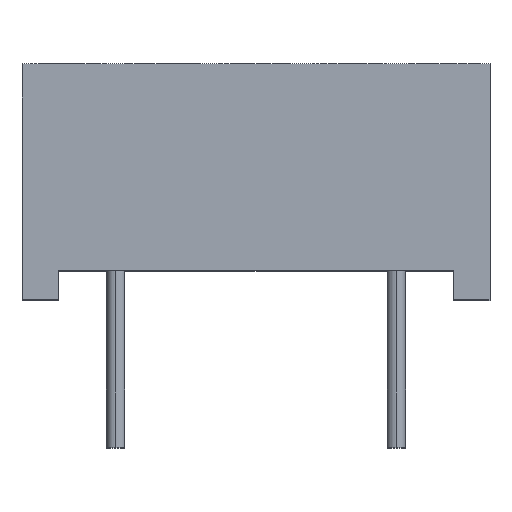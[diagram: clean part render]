
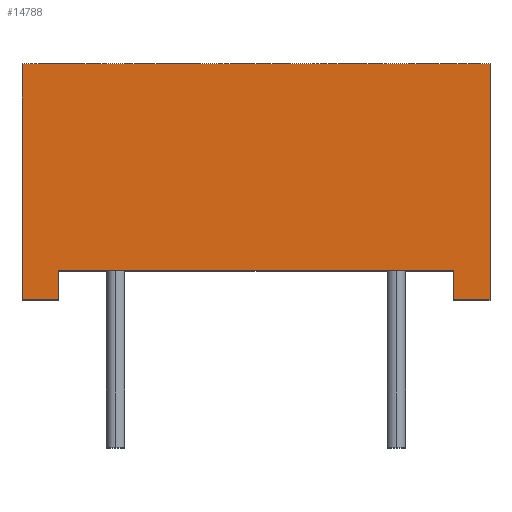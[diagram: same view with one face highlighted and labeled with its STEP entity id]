
A CAD part, top view. The second image highlights one B-rep face of the part: STEP entity #14788.
In plain terms, the highlighted planar face has unit normal (0, 0, 1).
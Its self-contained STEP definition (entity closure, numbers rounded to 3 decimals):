
#1242 = FACE_OUTER_BOUND ( 'NONE', #3674, .T. ) ;
#1283 = AXIS2_PLACEMENT_3D ( 'NONE', #1389, #1390, #1391 ) ;
#1388 = PLANE ( 'NONE',  #1283 ) ;
#1389 = CARTESIAN_POINT ( 'NONE',  ( 6.35, 0., 8.89 ) ) ;
#1390 = DIRECTION ( 'NONE',  ( 0., 0., -1. ) ) ;
#1391 = DIRECTION ( 'NONE',  ( -1., 0., 0. ) ) ;
#3674 = EDGE_LOOP ( 'NONE', ( #4400, #4399, #4401, #4134, #4136, #4131, #4133, #4129 ) ) ;
#4129 = ORIENTED_EDGE ( 'NONE', *, *, #4340, .T. ) ;
#4131 = ORIENTED_EDGE ( 'NONE', *, *, #4342, .F. ) ;
#4133 = ORIENTED_EDGE ( 'NONE', *, *, #7222, .T. ) ;
#4134 = ORIENTED_EDGE ( 'NONE', *, *, #7165, .F. ) ;
#4136 = ORIENTED_EDGE ( 'NONE', *, *, #4345, .F. ) ;
#4340 = EDGE_CURVE ( 'NONE', #8475, #8473, #4713, .T. ) ;
#4342 = EDGE_CURVE ( 'NONE', #8476, #8485, #4716, .T. ) ;
#4345 = EDGE_CURVE ( 'NONE', #8485, #8459, #4712, .T. ) ;
#4347 = EDGE_CURVE ( 'NONE', #12150, #8465, #4722, .T. ) ;
#4399 = ORIENTED_EDGE ( 'NONE', *, *, #4347, .F. ) ;
#4400 = ORIENTED_EDGE ( 'NONE', *, *, #7180, .F. ) ;
#4401 = ORIENTED_EDGE ( 'NONE', *, *, #13708, .F. ) ;
#4712 = LINE ( 'NONE', #4719, #13091 ) ;
#4713 = LINE ( 'NONE', #4714, #13088 ) ;
#4714 = CARTESIAN_POINT ( 'NONE',  ( -6.35, 0., 8.89 ) ) ;
#4715 = DIRECTION ( 'NONE',  ( 0., -1., 0. ) ) ;
#4716 = LINE ( 'NONE', #4717, #13089 ) ;
#4717 = CARTESIAN_POINT ( 'NONE',  ( 6.35, 0., 8.89 ) ) ;
#4718 = DIRECTION ( 'NONE',  ( 0., -1., 0. ) ) ;
#4719 = CARTESIAN_POINT ( 'NONE',  ( 6.35, -3.2, 8.89 ) ) ;
#4720 = DIRECTION ( 'NONE',  ( -1., 0., 0. ) ) ;
#4722 = LINE ( 'NONE', #4723, #13092 ) ;
#4723 = CARTESIAN_POINT ( 'NONE',  ( -5.35, 0., 8.89 ) ) ;
#4724 = DIRECTION ( 'NONE',  ( 0., -1., 0. ) ) ;
#7165 = EDGE_CURVE ( 'NONE', #8459, #12146, #10166, .T. ) ;
#7180 = EDGE_CURVE ( 'NONE', #8465, #8473, #10211, .T. ) ;
#7222 = EDGE_CURVE ( 'NONE', #8476, #8475, #10337, .T. ) ;
#8459 = VERTEX_POINT ( 'NONE', #10807 ) ;
#8465 = VERTEX_POINT ( 'NONE', #10813 ) ;
#8473 = VERTEX_POINT ( 'NONE', #10821 ) ;
#8475 = VERTEX_POINT ( 'NONE', #10823 ) ;
#8476 = VERTEX_POINT ( 'NONE', #10824 ) ;
#8485 = VERTEX_POINT ( 'NONE', #10833 ) ;
#9622 = VECTOR ( 'NONE', #10168, 1000. ) ;
#9637 = VECTOR ( 'NONE', #10213, 1000. ) ;
#9680 = VECTOR ( 'NONE', #10339, 1000. ) ;
#10166 = LINE ( 'NONE', #10167, #9622 ) ;
#10167 = CARTESIAN_POINT ( 'NONE',  ( 5.35, 0., 8.89 ) ) ;
#10168 = DIRECTION ( 'NONE',  ( 0., 1., 0. ) ) ;
#10211 = LINE ( 'NONE', #10212, #9637 ) ;
#10212 = CARTESIAN_POINT ( 'NONE',  ( 6.35, -3.2, 8.89 ) ) ;
#10213 = DIRECTION ( 'NONE',  ( -1., 0., 0. ) ) ;
#10337 = LINE ( 'NONE', #10338, #9680 ) ;
#10338 = CARTESIAN_POINT ( 'NONE',  ( 6.35, 3.2, 8.89 ) ) ;
#10339 = DIRECTION ( 'NONE',  ( -1., 0., 0. ) ) ;
#10807 = CARTESIAN_POINT ( 'NONE',  ( 5.35, -3.2, 8.89 ) ) ;
#10813 = CARTESIAN_POINT ( 'NONE',  ( -5.35, -3.2, 8.89 ) ) ;
#10821 = CARTESIAN_POINT ( 'NONE',  ( -6.35, -3.2, 8.89 ) ) ;
#10823 = CARTESIAN_POINT ( 'NONE',  ( -6.35, 3.2, 8.89 ) ) ;
#10824 = CARTESIAN_POINT ( 'NONE',  ( 6.35, 3.2, 8.89 ) ) ;
#10833 = CARTESIAN_POINT ( 'NONE',  ( 6.35, -3.2, 8.89 ) ) ;
#11072 = CARTESIAN_POINT ( 'NONE',  ( 5.35, -2.4, 8.89 ) ) ;
#11076 = CARTESIAN_POINT ( 'NONE',  ( -5.35, -2.4, 8.89 ) ) ;
#12146 = VERTEX_POINT ( 'NONE', #11072 ) ;
#12150 = VERTEX_POINT ( 'NONE', #11076 ) ;
#13088 = VECTOR ( 'NONE', #4715, 1000. ) ;
#13089 = VECTOR ( 'NONE', #4718, 1000. ) ;
#13091 = VECTOR ( 'NONE', #4720, 1000. ) ;
#13092 = VECTOR ( 'NONE', #4724, 1000. ) ;
#13392 = VECTOR ( 'NONE', #15796, 1000. ) ;
#13708 = EDGE_CURVE ( 'NONE', #12146, #12150, #15794, .T. ) ;
#14788 = ADVANCED_FACE ( 'NONE', ( #1242 ), #1388, .F. ) ;
#15794 = LINE ( 'NONE', #15795, #13392 ) ;
#15795 = CARTESIAN_POINT ( 'NONE',  ( -11.203, -2.4, 8.89 ) ) ;
#15796 = DIRECTION ( 'NONE',  ( -1., 0., 0. ) ) ;
